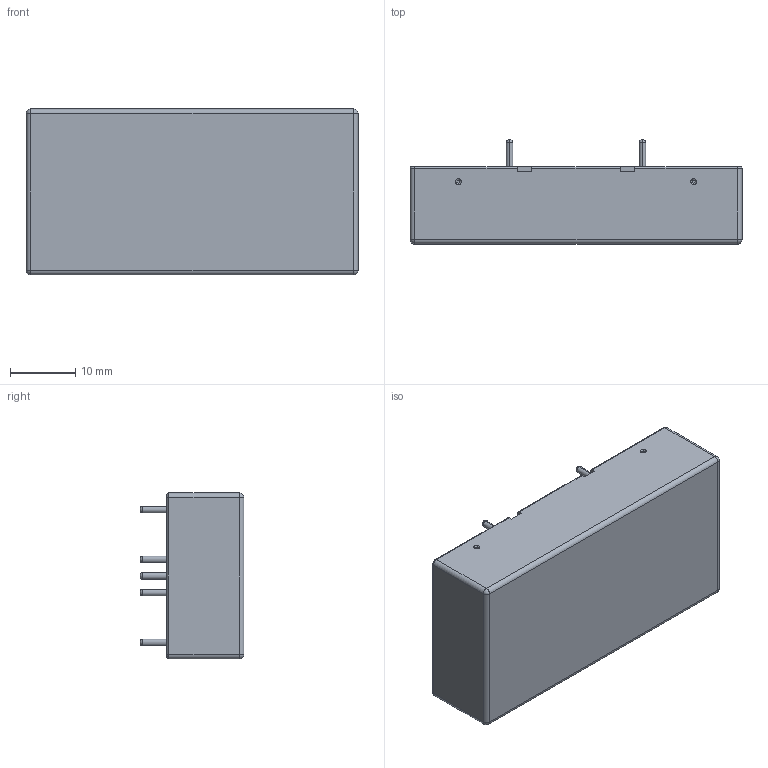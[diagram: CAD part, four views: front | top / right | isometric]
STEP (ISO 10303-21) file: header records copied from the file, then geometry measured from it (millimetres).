
FILE_DESCRIPTION (( 'STEP AP214' ), '1' );
FILE_NAME ('CUI_PYBE20-Q48-S5.step', '2019-02-06T21:16:44', ( '' ), ( '' ), 'SwSTEP 2.0', 'SolidWorks 2018', '' );
FILE_SCHEMA (( 'AUTOMOTIVE_DESIGN' ));
Length unit declared in the file: millimetre
Products named in the file (1): CUI_PYBE20-Q48-S5
Bounding box: 50.8 x 15.9 x 25.4 mm (x, y, z)
Volume: 3613.4 mm3; surface area: 8448.6 mm2
Topology: 1 solids, 2 shells, 355 faces, 910 edges, 588 vertices
Faces by surface type: plane 186, cylinder 91, cone 42, torus 24, sphere 12
Entity records: 11118 total; most frequent: DIRECTION 1940, CARTESIAN_POINT 1912, ORIENTED_EDGE 1788, EDGE_CURVE 894, AXIS2_PLACEMENT_3D 704, VERTEX_POINT 584, VECTOR 532, LINE 532
